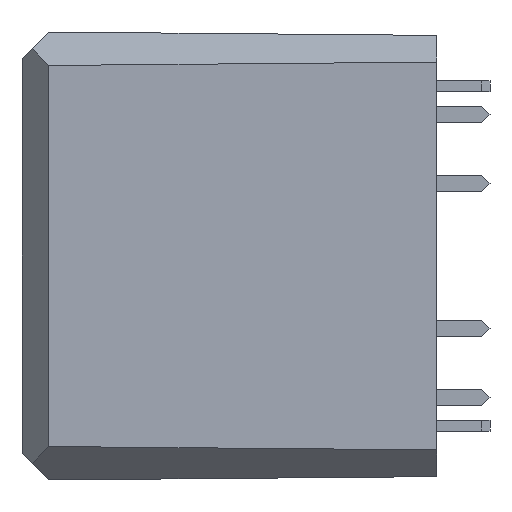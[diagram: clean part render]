
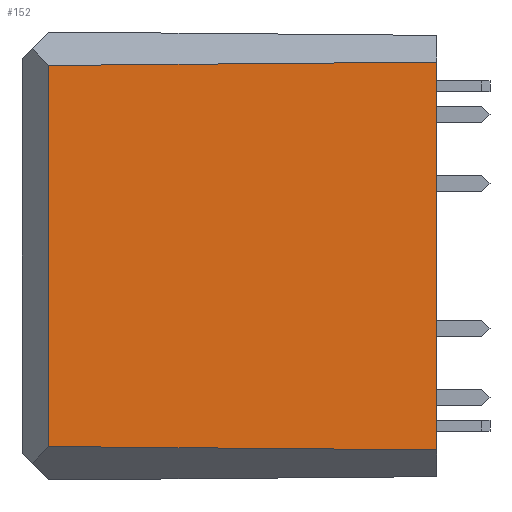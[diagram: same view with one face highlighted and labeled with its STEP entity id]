
A CAD part, left-side view. The second image highlights one B-rep face of the part: STEP entity #152.
In plain terms, the highlighted planar face has unit normal (-1, -0.009, 0).
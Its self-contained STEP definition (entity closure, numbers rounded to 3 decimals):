
#152=ADVANCED_FACE('',(#414),#415,.T.);
#414=FACE_OUTER_BOUND('',#767,.T.);
#415=PLANE('',#768);
#767=EDGE_LOOP('',(#1217,#1218,#1219,#1220));
#768=AXIS2_PLACEMENT_3D('',#1221,#1222,#1223);
#1217=ORIENTED_EDGE('',*,*,#2159,.T.);
#1218=ORIENTED_EDGE('',*,*,#2166,.F.);
#1219=ORIENTED_EDGE('',*,*,#2163,.T.);
#1220=ORIENTED_EDGE('',*,*,#2139,.T.);
#1221=CARTESIAN_POINT('',(-0.125,14.5,-1.0));
#1222=DIRECTION('',(-1.,-0.009,0.0));
#1223=DIRECTION('',(0.009,-1.,0.0));
#2139=EDGE_CURVE('',#2598,#2596,#2599,.T.);
#2159=EDGE_CURVE('',#2596,#2628,#2630,.T.);
#2163=EDGE_CURVE('',#2634,#2598,#2635,.T.);
#2166=EDGE_CURVE('',#2634,#2628,#2638,.T.);
#2596=VERTEX_POINT('',#3239);
#2598=VERTEX_POINT('',#3242);
#2599=LINE('',#3243,#3244);
#2628=VERTEX_POINT('',#3287);
#2630=LINE('',#3290,#3291);
#2634=VERTEX_POINT('',#3296);
#2635=LINE('',#3297,#3298);
#2638=LINE('',#3302,#3303);
#3239=CARTESIAN_POINT('',(0.,0.0,31.));
#3242=CARTESIAN_POINT('',(0.,0.,2.));
#3243=CARTESIAN_POINT('',(0.0,0.0,-1.0));
#3244=VECTOR('',#3938,1.0);
#3287=CARTESIAN_POINT('',(-0.25,29.0,30.75));
#3290=CARTESIAN_POINT('',(-0.064,7.379,30.936));
#3291=VECTOR('',#3954,1.0);
#3296=CARTESIAN_POINT('',(-0.25,29.0,2.25));
#3297=CARTESIAN_POINT('',(-0.062,7.228,2.062));
#3298=VECTOR('',#3956,1.0);
#3302=CARTESIAN_POINT('',(-0.25,29.0,-1.0));
#3303=VECTOR('',#3958,1.0);
#3938=DIRECTION('',(0.0,0.0,1.0));
#3954=DIRECTION('',(-0.009,1.,-0.009));
#3956=DIRECTION('',(0.009,-1.,-0.009));
#3958=DIRECTION('',(0.0,0.0,1.0));
